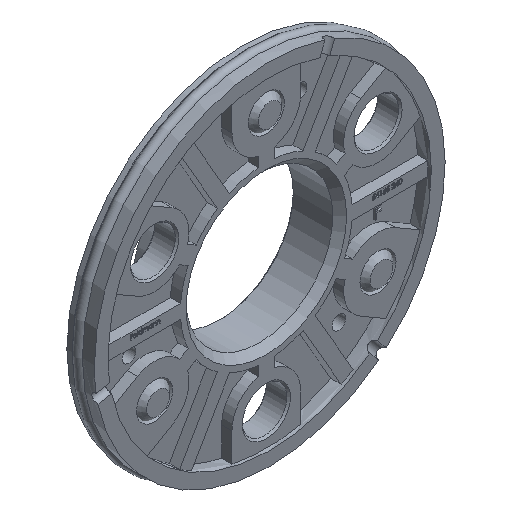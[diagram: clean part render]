
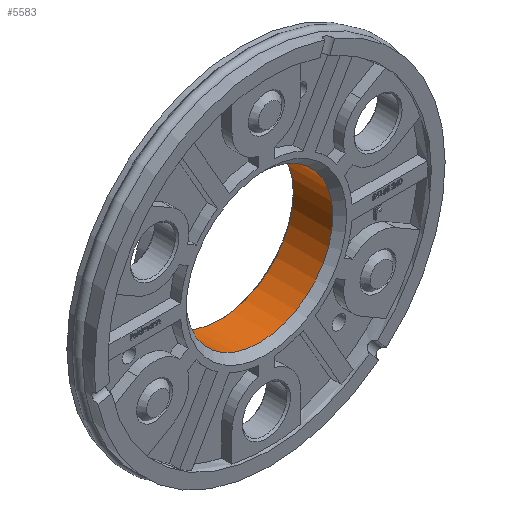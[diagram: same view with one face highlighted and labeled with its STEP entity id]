
A CAD part, isometric view. The second image highlights one B-rep face of the part: STEP entity #5583.
In plain terms, the highlighted cylindrical face has radius 21.35 mm (diameter 42.7 mm), a full revolution.
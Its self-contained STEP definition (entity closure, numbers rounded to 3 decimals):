
#436 = DIRECTION ( 'NONE',  ( -1., 0., 0. ) ) ;
#699 = CARTESIAN_POINT ( 'NONE',  ( 0., 3., 0. ) ) ;
#1911 = DIRECTION ( 'NONE',  ( 0., 1., 0. ) ) ;
#4512 = CARTESIAN_POINT ( 'NONE',  ( 0., 0., 0. ) ) ;
#4598 = EDGE_LOOP ( 'NONE', ( #13341 ) ) ;
#4881 = ORIENTED_EDGE ( 'NONE', *, *, #12441, .T. ) ;
#5440 = AXIS2_PLACEMENT_3D ( 'NONE', #4512, #1911, #436 ) ;
#5502 = CARTESIAN_POINT ( 'NONE',  ( -21.35, 3., 0. ) ) ;
#5583 = ADVANCED_FACE ( 'NONE', ( #13861, #14930 ), #7982, .F. ) ;
#6583 = VERTEX_POINT ( 'NONE', #15337 ) ;
#7982 = CYLINDRICAL_SURFACE ( 'NONE', #5440, 21.35 ) ;
#8338 = CARTESIAN_POINT ( 'NONE',  ( 0., 14.5, 0. ) ) ;
#9223 = AXIS2_PLACEMENT_3D ( 'NONE', #8338, #17777, #12510 ) ;
#10703 = DIRECTION ( 'NONE',  ( 0., -1., 0. ) ) ;
#11711 = EDGE_CURVE ( 'NONE', #6583, #6583, #15809, .T. ) ;
#12441 = EDGE_CURVE ( 'NONE', #14403, #14403, #16900, .T. ) ;
#12510 = DIRECTION ( 'NONE',  ( 1., 0., 0. ) ) ;
#13341 = ORIENTED_EDGE ( 'NONE', *, *, #11711, .T. ) ;
#13376 = EDGE_LOOP ( 'NONE', ( #4881 ) ) ;
#13861 = FACE_OUTER_BOUND ( 'NONE', #13376, .T. ) ;
#14403 = VERTEX_POINT ( 'NONE', #5502 ) ;
#14668 = DIRECTION ( 'NONE',  ( -1., 0., 0. ) ) ;
#14930 = FACE_OUTER_BOUND ( 'NONE', #4598, .T. ) ;
#15337 = CARTESIAN_POINT ( 'NONE',  ( 21.35, 14.5, 0. ) ) ;
#15809 = CIRCLE ( 'NONE', #9223, 21.35 ) ;
#16900 = CIRCLE ( 'NONE', #17932, 21.35 ) ;
#17777 = DIRECTION ( 'NONE',  ( 0., 1., 0. ) ) ;
#17932 = AXIS2_PLACEMENT_3D ( 'NONE', #699, #10703, #14668 ) ;
